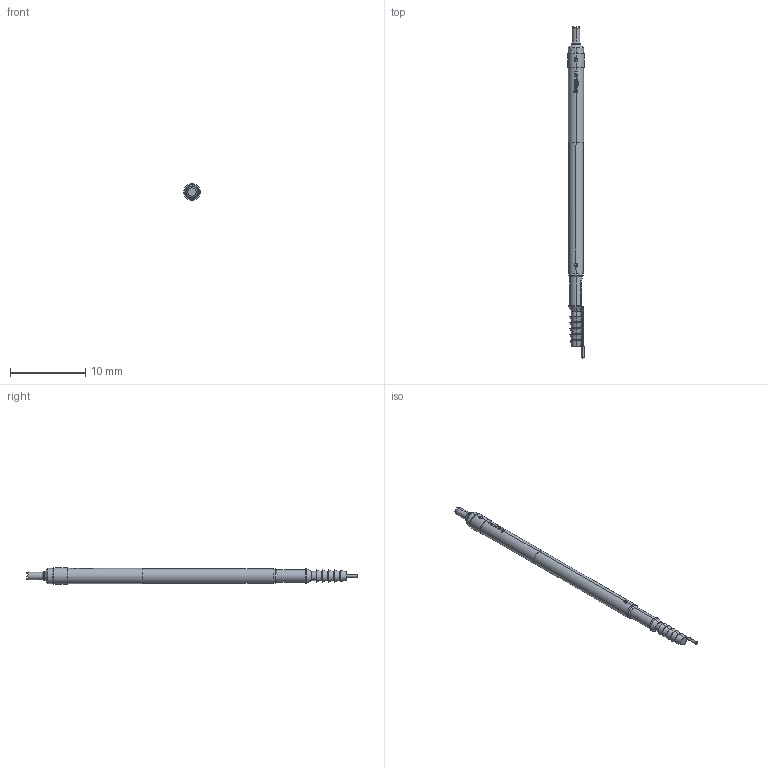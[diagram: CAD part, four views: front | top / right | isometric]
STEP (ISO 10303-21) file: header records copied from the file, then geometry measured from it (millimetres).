
FILE_DESCRIPTION (( 'STEP AP203' ), '1' );
FILE_NAME ('INGUN_PKS-200_206_100_A_xx02_V.STEP', '2022-03-04T09:29:32', ( 'ochi' ), ( '' ), 'SwSTEP 2.0', 'SolidWorks 2018', '' );
FILE_SCHEMA (( 'CONFIG_CONTROL_DESIGN' ));
Length unit declared in the file: millimetre
Products named in the file (1): INGUN_PKS-200_206_100_A_xx02_V
Bounding box: 2.2 x 44.2 x 2.2 mm (x, y, z)
Volume: 114.2 mm3; surface area: 261.6 mm2
Topology: 1 solids, 1 shells, 218 faces, 562 edges, 356 vertices
Faces by surface type: plane 90, cylinder 57, bspline 50, cone 21
Entity records: 8127 total; most frequent: CARTESIAN_POINT 3141, ORIENTED_EDGE 1124, DIRECTION 902, EDGE_CURVE 562, AXIS2_PLACEMENT_3D 359, VERTEX_POINT 356, EDGE_LOOP 236, FACE_OUTER_BOUND 218
